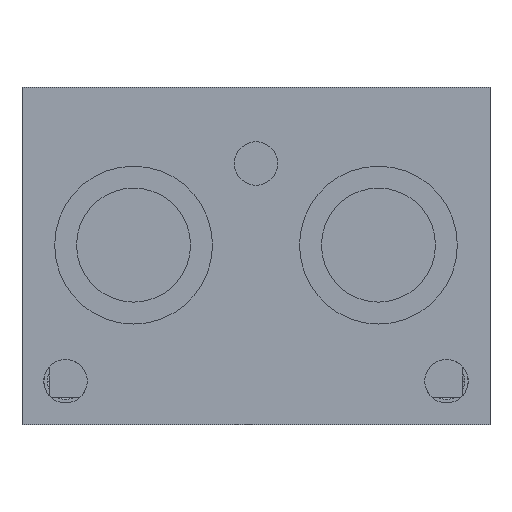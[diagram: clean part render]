
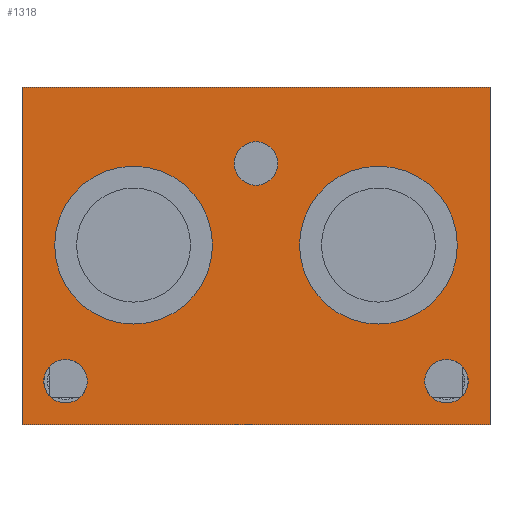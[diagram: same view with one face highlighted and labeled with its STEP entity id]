
A CAD part, front view. The second image highlights one B-rep face of the part: STEP entity #1318.
In plain terms, the highlighted planar face has unit normal (0, -1, 0).
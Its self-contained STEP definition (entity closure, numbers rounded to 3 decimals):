
#1158 = EDGE_CURVE( '', #2356, #2718, #3306, .T. );
#1238 = VERTEX_POINT( '', #3396 );
#1318 = ADVANCED_FACE( '', ( #3482, #3483, #3484, #3485, #3486, #3487 ), #3488, .F. );
#1370 = EDGE_CURVE( '', #1238, #2650, #3551, .T. );
#1558 = VERTEX_POINT( '', #3760 );
#1666 = EDGE_CURVE( '', #2048, #2178, #3877, .T. );
#1726 = EDGE_CURVE( '', #1558, #2234, #3943, .T. );
#1792 = EDGE_CURVE( '', #2278, #1238, #4022, .T. );
#1878 = EDGE_CURVE( '', #2732, #2074, #4115, .T. );
#1888 = VERTEX_POINT( '', #4126 );
#1940 = EDGE_CURVE( '', #3128, #3010, #4198, .T. );
#2048 = VERTEX_POINT( '', #4318 );
#2074 = VERTEX_POINT( '', #4345 );
#2126 = EDGE_CURVE( '', #2074, #2732, #4405, .T. );
#2132 = EDGE_CURVE( '', #3010, #3128, #4411, .T. );
#2178 = VERTEX_POINT( '', #4465 );
#2234 = VERTEX_POINT( '', #4529 );
#2278 = VERTEX_POINT( '', #4576 );
#2356 = VERTEX_POINT( '', #4667 );
#2650 = VERTEX_POINT( '', #5000 );
#2680 = EDGE_CURVE( '', #2718, #2356, #5032, .T. );
#2718 = VERTEX_POINT( '', #5074 );
#2732 = VERTEX_POINT( '', #5089 );
#2762 = EDGE_CURVE( '', #1888, #2278, #5124, .T. );
#2888 = EDGE_CURVE( '', #2234, #1558, #5264, .T. );
#2982 = EDGE_CURVE( '', #1888, #2650, #5368, .T. );
#3010 = VERTEX_POINT( '', #5397 );
#3128 = VERTEX_POINT( '', #5524 );
#3144 = EDGE_CURVE( '', #2178, #2048, #5540, .T. );
#3306 = CIRCLE( '', #5737, 14.5 );
#3396 = CARTESIAN_POINT( '', ( 365., 0., 45. ) );
#3482 = FACE_BOUND( '', #5972, .T. );
#3483 = FACE_BOUND( '', #5973, .T. );
#3484 = FACE_BOUND( '', #5974, .T. );
#3485 = FACE_BOUND( '', #5975, .T. );
#3486 = FACE_BOUND( '', #5976, .T. );
#3487 = FACE_OUTER_BOUND( '', #5977, .T. );
#3488 = PLANE( '', #5978 );
#3551 = LINE( '', #6056, #6057 );
#3760 = CARTESIAN_POINT( '', ( 361., 0., 53. ) );
#3877 = CIRCLE( '', #6527, 14.5 );
#3943 = CIRCLE( '', #6616, 4. );
#4022 = LINE( '', #6717, #6718 );
#4115 = CIRCLE( '', #6831, 4. );
#4126 = CARTESIAN_POINT( '', ( 279., 0., 107. ) );
#4198 = CIRCLE( '', #6935, 4. );
#4318 = CARTESIAN_POINT( '', ( 314., 0., 78. ) );
#4345 = CARTESIAN_POINT( '', ( 318., 0., 93. ) );
#4405 = CIRCLE( '', #7217, 4. );
#4411 = CIRCLE( '', #7226, 4. );
#4465 = CARTESIAN_POINT( '', ( 285., 0., 78. ) );
#4529 = CARTESIAN_POINT( '', ( 353., 0., 53. ) );
#4576 = CARTESIAN_POINT( '', ( 365., 0., 107. ) );
#4667 = CARTESIAN_POINT( '', ( 359., 0., 78. ) );
#5000 = CARTESIAN_POINT( '', ( 279., 0., 45. ) );
#5032 = CIRCLE( '', #8090, 14.5 );
#5074 = CARTESIAN_POINT( '', ( 330., 0., 78. ) );
#5089 = CARTESIAN_POINT( '', ( 326., 0., 93. ) );
#5124 = LINE( '', #8206, #8207 );
#5264 = CIRCLE( '', #8391, 4. );
#5368 = LINE( '', #8526, #8527 );
#5397 = CARTESIAN_POINT( '', ( 283., 0., 53. ) );
#5524 = CARTESIAN_POINT( '', ( 291., 0., 53. ) );
#5540 = CIRCLE( '', #8772, 14.5 );
#5737 = AXIS2_PLACEMENT_3D( '', #9017, #9018, #9019 );
#5972 = EDGE_LOOP( '', ( #9213, #9214 ) );
#5973 = EDGE_LOOP( '', ( #9215, #9216 ) );
#5974 = EDGE_LOOP( '', ( #9217, #9218 ) );
#5975 = EDGE_LOOP( '', ( #9219, #9220 ) );
#5976 = EDGE_LOOP( '', ( #9221, #9222 ) );
#5977 = EDGE_LOOP( '', ( #9223, #9224, #9225, #9226 ) );
#5978 = AXIS2_PLACEMENT_3D( '', #9227, #9228, #9229 );
#6056 = CARTESIAN_POINT( '', ( 322., 0., 45. ) );
#6057 = VECTOR( '', #9324, 1. );
#6527 = AXIS2_PLACEMENT_3D( '', #9685, #9686, #9687 );
#6616 = AXIS2_PLACEMENT_3D( '', #9768, #9769, #9770 );
#6717 = CARTESIAN_POINT( '', ( 365., 0., 76. ) );
#6718 = VECTOR( '', #9881, 1. );
#6831 = AXIS2_PLACEMENT_3D( '', #9977, #9978, #9979 );
#6935 = AXIS2_PLACEMENT_3D( '', #10091, #10092, #10093 );
#7217 = AXIS2_PLACEMENT_3D( '', #10333, #10334, #10335 );
#7226 = AXIS2_PLACEMENT_3D( '', #10337, #10338, #10339 );
#8090 = AXIS2_PLACEMENT_3D( '', #11137, #11138, #11139 );
#8206 = CARTESIAN_POINT( '', ( 322., 0., 107. ) );
#8207 = VECTOR( '', #11262, 1. );
#8391 = AXIS2_PLACEMENT_3D( '', #11408, #11409, #11410 );
#8526 = CARTESIAN_POINT( '', ( 279., 0., 76. ) );
#8527 = VECTOR( '', #11544, 1. );
#8772 = AXIS2_PLACEMENT_3D( '', #11710, #11711, #11712 );
#9017 = CARTESIAN_POINT( '', ( 344.5, 0., 78. ) );
#9018 = DIRECTION( '', ( 0., 1., 0. ) );
#9019 = DIRECTION( '', ( 1., 0., 0. ) );
#9213 = ORIENTED_EDGE( '', *, *, #1878, .T. );
#9214 = ORIENTED_EDGE( '', *, *, #2126, .T. );
#9215 = ORIENTED_EDGE( '', *, *, #1940, .T. );
#9216 = ORIENTED_EDGE( '', *, *, #2132, .T. );
#9217 = ORIENTED_EDGE( '', *, *, #1666, .T. );
#9218 = ORIENTED_EDGE( '', *, *, #3144, .T. );
#9219 = ORIENTED_EDGE( '', *, *, #1158, .T. );
#9220 = ORIENTED_EDGE( '', *, *, #2680, .T. );
#9221 = ORIENTED_EDGE( '', *, *, #1726, .T. );
#9222 = ORIENTED_EDGE( '', *, *, #2888, .T. );
#9223 = ORIENTED_EDGE( '', *, *, #2982, .T. );
#9224 = ORIENTED_EDGE( '', *, *, #1370, .F. );
#9225 = ORIENTED_EDGE( '', *, *, #1792, .F. );
#9226 = ORIENTED_EDGE( '', *, *, #2762, .F. );
#9227 = CARTESIAN_POINT( '', ( 322., 0., 76. ) );
#9228 = DIRECTION( '', ( 0., 1., 0. ) );
#9229 = DIRECTION( '', ( 0., 0., 1. ) );
#9324 = DIRECTION( '', ( -1., 0., 0. ) );
#9685 = CARTESIAN_POINT( '', ( 299.5, 0., 78. ) );
#9686 = DIRECTION( '', ( 0., 1., 0. ) );
#9687 = DIRECTION( '', ( 1., 0., 0. ) );
#9768 = CARTESIAN_POINT( '', ( 357., 0., 53. ) );
#9769 = DIRECTION( '', ( 0., 1., 0. ) );
#9770 = DIRECTION( '', ( 1., 0., 0. ) );
#9881 = DIRECTION( '', ( 0., 0., -1. ) );
#9977 = CARTESIAN_POINT( '', ( 322., 0., 93. ) );
#9978 = DIRECTION( '', ( 0., 1., 0. ) );
#9979 = DIRECTION( '', ( 1., 0., 0. ) );
#10091 = CARTESIAN_POINT( '', ( 287., 0., 53. ) );
#10092 = DIRECTION( '', ( 0., 1., 0. ) );
#10093 = DIRECTION( '', ( 1., 0., 0. ) );
#10333 = CARTESIAN_POINT( '', ( 322., 0., 93. ) );
#10334 = DIRECTION( '', ( 0., 1., 0. ) );
#10335 = DIRECTION( '', ( 1., 0., 0. ) );
#10337 = CARTESIAN_POINT( '', ( 287., 0., 53. ) );
#10338 = DIRECTION( '', ( 0., 1., 0. ) );
#10339 = DIRECTION( '', ( 1., 0., 0. ) );
#11137 = CARTESIAN_POINT( '', ( 344.5, 0., 78. ) );
#11138 = DIRECTION( '', ( 0., 1., 0. ) );
#11139 = DIRECTION( '', ( 1., 0., 0. ) );
#11262 = DIRECTION( '', ( 1., 0., 0. ) );
#11408 = CARTESIAN_POINT( '', ( 357., 0., 53. ) );
#11409 = DIRECTION( '', ( 0., 1., 0. ) );
#11410 = DIRECTION( '', ( 1., 0., 0. ) );
#11544 = DIRECTION( '', ( 0., 0., -1. ) );
#11710 = CARTESIAN_POINT( '', ( 299.5, 0., 78. ) );
#11711 = DIRECTION( '', ( 0., 1., 0. ) );
#11712 = DIRECTION( '', ( 1., 0., 0. ) );
